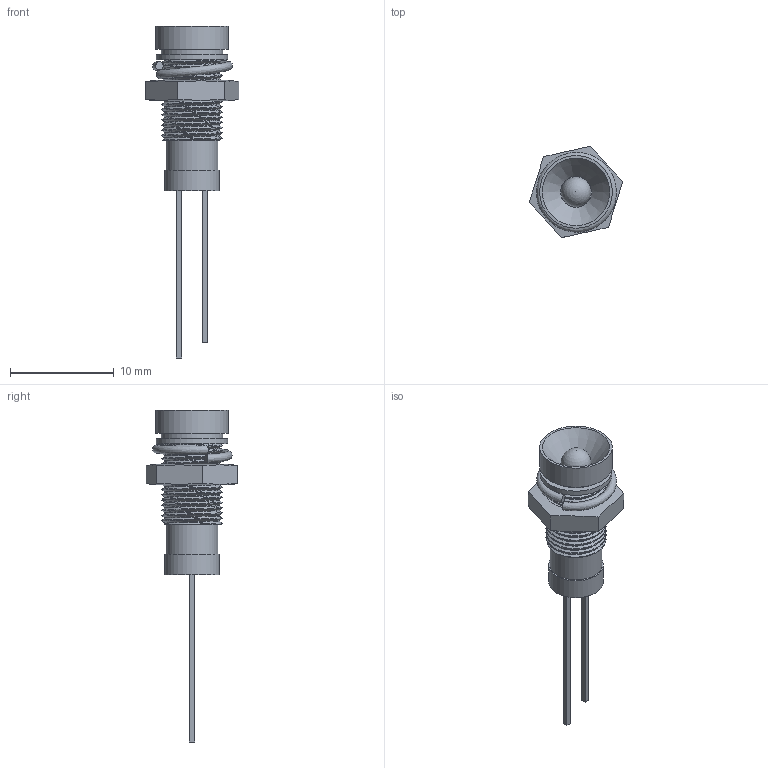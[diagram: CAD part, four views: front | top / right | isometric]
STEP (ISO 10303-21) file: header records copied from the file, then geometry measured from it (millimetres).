
FILE_DESCRIPTION(/* description */ ('AdapterTestApp'),/* implementation_level */ '2;1');
FILE_NAME(/* name */ 'Q6R6C-short 2 pin',/* time_stamp */ '2017-11-20T10:50:05+00:00',/* author */ ('AdapterTestApp'),/* organization */ ('Siemens PLM Software'),/* preprocessor_version */ 'ST-DEVELOPER v15.6',/* originating_system */ 'DEX',/* authorisation */ $);
FILE_SCHEMA (('AUTOMOTIVE_DESIGN {1 0 10303 214 3 1 1}'));
Length unit declared in the file: millimetre
Products named in the file (7): Q6R6C-short 2 pin; 14-0125iss5; 3mmLED-uncut-red; 26-0047; 34-0057; 21-0025; 13-0035
Assembly tree (6 placements, depth 2):
  Q6R6C-short 2 pin
    14-0125iss5
    3mmLED-uncut-red
    26-0047
    34-0057
    21-0025
    13-0035
Bounding box: 9.02 x 8.81 x 32 mm (x, y, z)
Volume: 392.5 mm3; surface area: 1350 mm2
Topology: 6 solids, 6 shells, 104 faces, 260 edges, 174 vertices
Faces by surface type: plane 58, cylinder 25, cone 12, bspline 6, torus 2, sphere 1
Full cylindrical faces by diameter (mm): 1.3 x2, 2.9 x1, 3 x1, 3.2 x1, 4.225 x1, 4.3 x1, 5 x1, 5.3 x1, 5.75 x1, 5.9 x1, 6.9 x1, 7 x1
Entity records: 7545 total; most frequent: CARTESIAN_POINT 5093, ORIENTED_EDGE 462, DIRECTION 462, EDGE_CURVE 231, AXIS2_PLACEMENT_3D 180, VERTEX_POINT 164, EDGE_LOOP 139, FACE_BOUND 139
